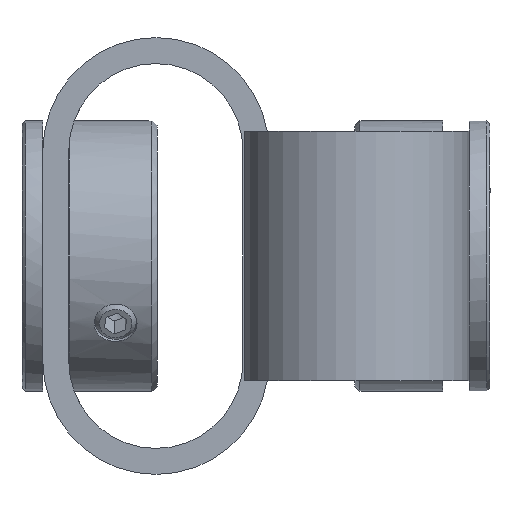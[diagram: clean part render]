
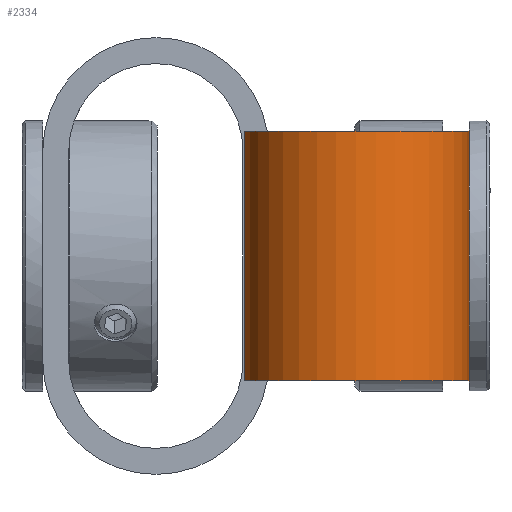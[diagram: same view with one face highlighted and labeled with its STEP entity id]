
A CAD part, front view. The second image highlights one B-rep face of the part: STEP entity #2334.
In plain terms, the highlighted cylindrical face has radius 10.875 mm (diameter 21.75 mm), a partial arc.
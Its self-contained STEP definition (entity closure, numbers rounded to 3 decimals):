
#695=CARTESIAN_POINT('',(-6.529,11.976,0.713));
#696=VERTEX_POINT('',#695);
#697=CARTESIAN_POINT('',(-6.529,11.976,17.02));
#698=VERTEX_POINT('',#697);
#699=CARTESIAN_POINT('',(-6.529,11.976,0.713));
#700=DIRECTION('',(0.0,0.0,1.0));
#701=VECTOR('',#700,16.308);
#702=LINE('',#699,#701);
#703=EDGE_CURVE('',#696,#698,#702,.T.);
#1377=CARTESIAN_POINT('',(-6.529,11.976,20.867));
#1378=VERTEX_POINT('',#1377);
#1385=CARTESIAN_POINT('',(-6.529,11.976,17.02));
#1386=DIRECTION('',(0.0,0.0,1.0));
#1387=VECTOR('',#1386,3.846);
#1388=LINE('',#1385,#1387);
#1389=EDGE_CURVE('',#698,#1378,#1388,.T.);
#1446=CARTESIAN_POINT('',(-6.529,11.976,-3.133));
#1447=VERTEX_POINT('',#1446);
#1448=CARTESIAN_POINT('',(-6.529,11.976,-3.133));
#1449=DIRECTION('',(0.0,0.0,1.0));
#1450=VECTOR('',#1449,3.846);
#1451=LINE('',#1448,#1450);
#1452=EDGE_CURVE('',#1447,#696,#1451,.T.);
#2063=CARTESIAN_POINT('',(-28.116,10.101,-3.133));
#2064=VERTEX_POINT('',#2063);
#2097=CARTESIAN_POINT('',(-17.404,11.976,-3.133));
#2098=DIRECTION('',(0.0,0.0,1.0));
#2099=DIRECTION('',(0.707,-0.707,0.0));
#2100=AXIS2_PLACEMENT_3D('',#2097,#2098,#2099);
#2101=CIRCLE('',#2100,10.875);
#2102=EDGE_CURVE('',#2064,#1447,#2101,.T.);
#2267=CARTESIAN_POINT('',(-28.116,10.101,20.867));
#2268=VERTEX_POINT('',#2267);
#2277=CARTESIAN_POINT('',(-17.404,11.976,20.867));
#2278=DIRECTION('',(0.0,0.0,-1.0));
#2279=DIRECTION('',(0.707,-0.707,0.0));
#2280=AXIS2_PLACEMENT_3D('',#2277,#2278,#2279);
#2281=CIRCLE('',#2280,10.875);
#2282=EDGE_CURVE('',#1378,#2268,#2281,.T.);
#2316=CARTESIAN_POINT('',(-17.404,11.976,20.867));
#2317=DIRECTION('',(0.0,0.0,-1.0));
#2318=DIRECTION('',(0.707,-0.707,0.0));
#2319=AXIS2_PLACEMENT_3D('',#2316,#2317,#2318);
#2320=CYLINDRICAL_SURFACE('',#2319,10.875);
#2321=CARTESIAN_POINT('',(-28.116,10.101,-3.133));
#2322=DIRECTION('',(0.0,0.0,1.0));
#2323=VECTOR('',#2322,24.0);
#2324=LINE('',#2321,#2323);
#2325=EDGE_CURVE('',#2064,#2268,#2324,.T.);
#2326=ORIENTED_EDGE('',*,*,#2325,.F.);
#2327=ORIENTED_EDGE('',*,*,#2102,.T.);
#2328=ORIENTED_EDGE('',*,*,#1452,.T.);
#2329=ORIENTED_EDGE('',*,*,#703,.T.);
#2330=ORIENTED_EDGE('',*,*,#1389,.T.);
#2331=ORIENTED_EDGE('',*,*,#2282,.T.);
#2332=EDGE_LOOP('',(#2326,#2327,#2328,#2329,#2330,#2331));
#2333=FACE_OUTER_BOUND('',#2332,.T.);
#2334=ADVANCED_FACE('',(#2333),#2320,.T.);
